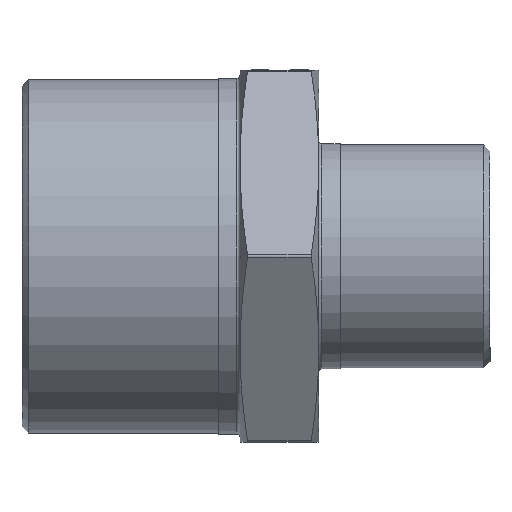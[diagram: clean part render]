
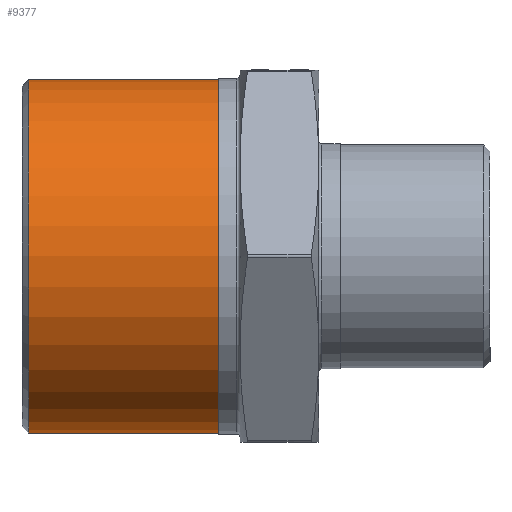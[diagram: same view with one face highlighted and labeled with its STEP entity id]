
A CAD part, front view. The second image highlights one B-rep face of the part: STEP entity #9377.
In plain terms, the highlighted cylindrical face has radius 16.625 mm (diameter 33.249 mm), a full revolution.
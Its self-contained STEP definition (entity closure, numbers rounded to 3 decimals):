
#60 = EDGE_CURVE ( 'NONE', #11990, #11990, #7857, .T. ) ;
#62 = EDGE_CURVE ( 'NONE', #11994, #11994, #7859, .T. ) ;
#1152 = CARTESIAN_POINT ( 'NONE',  ( -5.7, 0., 0. ) ) ;
#1161 = DIRECTION ( 'NONE',  ( -1., 0., 0. ) ) ;
#1163 = DIRECTION ( 'NONE',  ( 0., 0., 1. ) ) ;
#1171 = CARTESIAN_POINT ( 'NONE',  ( -23.575, 0., 0. ) ) ;
#1189 = DIRECTION ( 'NONE',  ( -1., 0., 0. ) ) ;
#1207 = DIRECTION ( 'NONE',  ( 0., 0., 1. ) ) ;
#1220 = EDGE_LOOP ( 'NONE', ( #1578 ) ) ;
#1224 = EDGE_LOOP ( 'NONE', ( #1532 ) ) ;
#1532 = ORIENTED_EDGE ( 'NONE', *, *, #62, .F. ) ;
#1578 = ORIENTED_EDGE ( 'NONE', *, *, #60, .T. ) ;
#6212 = AXIS2_PLACEMENT_3D ( 'NONE', #12535, #12503, #12529 ) ;
#7857 = CIRCLE ( 'NONE', #7858, 16.625 ) ;
#7858 = AXIS2_PLACEMENT_3D ( 'NONE', #1152, #1161, #1163 ) ;
#7859 = CIRCLE ( 'NONE', #7866, 16.625 ) ;
#7866 = AXIS2_PLACEMENT_3D ( 'NONE', #1171, #1189, #1207 ) ;
#9377 = ADVANCED_FACE ( 'NONE', ( #12520, #12521 ), #12526, .T. ) ;
#11985 = CARTESIAN_POINT ( 'NONE',  ( -23.575, 0., 16.624 ) ) ;
#11989 = CARTESIAN_POINT ( 'NONE',  ( -5.7, 0., 16.624 ) ) ;
#11990 = VERTEX_POINT ( 'NONE', #11989 ) ;
#11994 = VERTEX_POINT ( 'NONE', #11985 ) ;
#12503 = DIRECTION ( 'NONE',  ( -1., 0., 0. ) ) ;
#12520 = FACE_OUTER_BOUND ( 'NONE', #1220, .T. ) ;
#12521 = FACE_OUTER_BOUND ( 'NONE', #1224, .T. ) ;
#12526 = CYLINDRICAL_SURFACE ( 'NONE', #6212, 16.625 ) ;
#12529 = DIRECTION ( 'NONE',  ( 0., 0., 1. ) ) ;
#12535 = CARTESIAN_POINT ( 'NONE',  ( 0., 0., 0. ) ) ;
